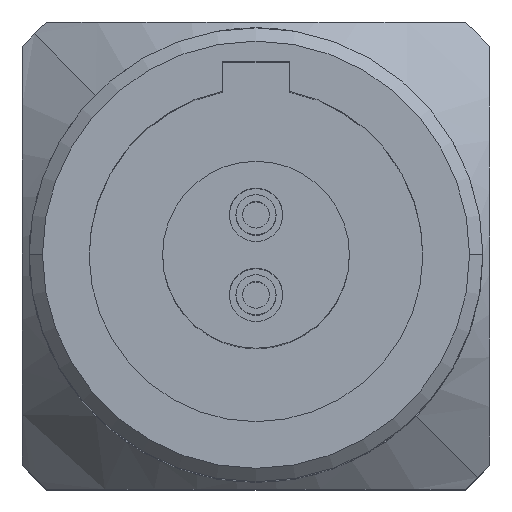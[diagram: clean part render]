
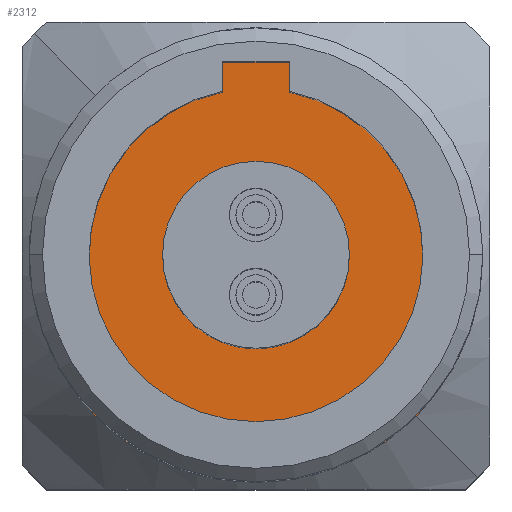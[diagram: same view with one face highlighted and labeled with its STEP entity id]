
A CAD part, top view. The second image highlights one B-rep face of the part: STEP entity #2312.
In plain terms, the highlighted planar face has unit normal (0, 0, 1).
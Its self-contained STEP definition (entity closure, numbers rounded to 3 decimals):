
#2204=CARTESIAN_POINT('',(2.404,-2.404,7.));
#2205=VERTEX_POINT('',#2204);
#2269=CARTESIAN_POINT('',(-2.404,2.404,7.));
#2270=VERTEX_POINT('',#2269);
#2277=CARTESIAN_POINT('',(3.4,0.0,7.));
#2278=VERTEX_POINT('',#2277);
#2279=CARTESIAN_POINT('',(0.,0.0,7.));
#2280=DIRECTION('',(0.0,0.0,-1.0));
#2281=DIRECTION('',(-1.0,0.0,0.0));
#2282=AXIS2_PLACEMENT_3D('',#2279,#2280,#2281);
#2283=CIRCLE('',#2282,3.4);
#2284=EDGE_CURVE('',#2270,#2278,#2283,.T.);
#2286=CARTESIAN_POINT('',(0.,0.0,7.));
#2287=DIRECTION('',(0.0,0.0,-1.0));
#2288=DIRECTION('',(-1.0,0.0,0.0));
#2289=AXIS2_PLACEMENT_3D('',#2286,#2287,#2288);
#2290=CIRCLE('',#2289,3.4);
#2291=EDGE_CURVE('',#2278,#2205,#2290,.T.);
#2296=CARTESIAN_POINT('',(0.,0.0,7.0));
#2297=DIRECTION('',(0.0,0.0,-1.0));
#2298=DIRECTION('',(-1.0,0.0,0.0));
#2299=AXIS2_PLACEMENT_3D('',#2296,#2297,#2298);
#2300=PLANE('',#2299);
#2301=ORIENTED_EDGE('',*,*,#2291,.F.);
#2302=ORIENTED_EDGE('',*,*,#2284,.F.);
#2303=CARTESIAN_POINT('',(0.,0.0,7.));
#2304=DIRECTION('',(0.0,0.0,-1.0));
#2305=DIRECTION('',(-1.0,0.0,0.0));
#2306=AXIS2_PLACEMENT_3D('',#2303,#2304,#2305);
#2307=CIRCLE('',#2306,3.4);
#2308=EDGE_CURVE('',#2205,#2270,#2307,.T.);
#2309=ORIENTED_EDGE('',*,*,#2308,.F.);
#2310=EDGE_LOOP('',(#2301,#2302,#2309));
#2311=FACE_OUTER_BOUND('',#2310,.T.);
#2312=ADVANCED_FACE('',(#2311),#2300,.F.);
